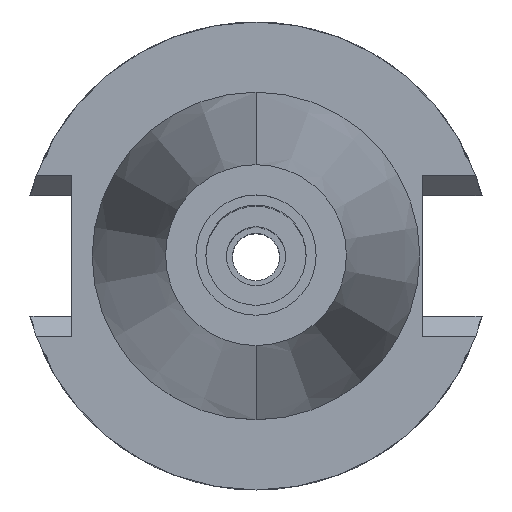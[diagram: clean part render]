
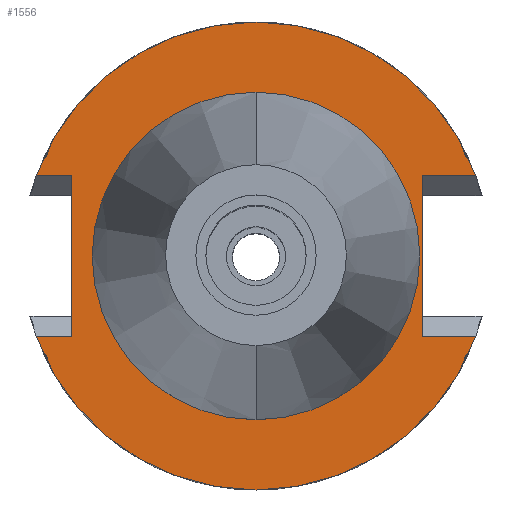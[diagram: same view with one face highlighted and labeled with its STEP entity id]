
A CAD part, top view. The second image highlights one B-rep face of the part: STEP entity #1556.
In plain terms, the highlighted planar face has unit normal (0, 0, 1).
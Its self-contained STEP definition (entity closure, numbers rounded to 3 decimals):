
#84 = VECTOR ( 'NONE', #2635, 1000. ) ;
#164 = FACE_BOUND ( 'NONE', #174, .T. ) ;
#174 = EDGE_LOOP ( 'NONE', ( #3370, #570 ) ) ;
#191 = CARTESIAN_POINT ( 'NONE',  ( 0., 0., -1. ) ) ;
#212 = CARTESIAN_POINT ( 'NONE',  ( -24.98, 10.89, -1. ) ) ;
#296 = VERTEX_POINT ( 'NONE', #2672 ) ;
#307 = LINE ( 'NONE', #2405, #621 ) ;
#318 = EDGE_CURVE ( 'NONE', #884, #2830, #469, .T. ) ;
#350 = CARTESIAN_POINT ( 'NONE',  ( -24.98, -10.89, -1. ) ) ;
#372 = DIRECTION ( 'NONE',  ( 0., -1., 0. ) ) ;
#393 = EDGE_CURVE ( 'NONE', #525, #2660, #856, .T. ) ;
#420 = EDGE_CURVE ( 'NONE', #1194, #1545, #3336, .T. ) ;
#461 = DIRECTION ( 'NONE',  ( 0., 0., 1. ) ) ;
#469 = CIRCLE ( 'NONE', #747, 31.75 ) ;
#517 = ORIENTED_EDGE ( 'NONE', *, *, #318, .F. ) ;
#525 = VERTEX_POINT ( 'NONE', #625 ) ;
#534 = CARTESIAN_POINT ( 'NONE',  ( -29.824, 10.89, -1. ) ) ;
#540 = CARTESIAN_POINT ( 'NONE',  ( 22.57, -10.89, -1. ) ) ;
#557 = ORIENTED_EDGE ( 'NONE', *, *, #393, .F. ) ;
#570 = ORIENTED_EDGE ( 'NONE', *, *, #2087, .F. ) ;
#579 = DIRECTION ( 'NONE',  ( 0., 1., 0. ) ) ;
#595 = CARTESIAN_POINT ( 'NONE',  ( 0., 0., -1. ) ) ;
#621 = VECTOR ( 'NONE', #3186, 1000. ) ;
#625 = CARTESIAN_POINT ( 'NONE',  ( 22.57, 10.89, -1. ) ) ;
#680 = AXIS2_PLACEMENT_3D ( 'NONE', #1677, #2722, #372 ) ;
#683 = VERTEX_POINT ( 'NONE', #2797 ) ;
#703 = EDGE_CURVE ( 'NONE', #2660, #296, #2784, .T. ) ;
#718 = VECTOR ( 'NONE', #3160, 1000. ) ;
#747 = AXIS2_PLACEMENT_3D ( 'NONE', #873, #3205, #2127 ) ;
#785 = CARTESIAN_POINT ( 'NONE',  ( 0., 22.225, -1. ) ) ;
#850 = CIRCLE ( 'NONE', #680, 31.75 ) ;
#856 = LINE ( 'NONE', #1105, #718 ) ;
#873 = CARTESIAN_POINT ( 'NONE',  ( 0., 0., -1. ) ) ;
#876 = ORIENTED_EDGE ( 'NONE', *, *, #3069, .F. ) ;
#884 = VERTEX_POINT ( 'NONE', #534 ) ;
#928 = CARTESIAN_POINT ( 'NONE',  ( 0., 0., -1. ) ) ;
#1075 = ORIENTED_EDGE ( 'NONE', *, *, #1471, .T. ) ;
#1105 = CARTESIAN_POINT ( 'NONE',  ( 22.57, 10.89, -1. ) ) ;
#1112 = ORIENTED_EDGE ( 'NONE', *, *, #1819, .T. ) ;
#1194 = VERTEX_POINT ( 'NONE', #785 ) ;
#1216 = DIRECTION ( 'NONE',  ( -1., 0., 0. ) ) ;
#1223 = VECTOR ( 'NONE', #2041, 1000. ) ;
#1263 = DIRECTION ( 'NONE',  ( -1., 0., 0. ) ) ;
#1379 = ORIENTED_EDGE ( 'NONE', *, *, #2333, .F. ) ;
#1433 = ORIENTED_EDGE ( 'NONE', *, *, #1922, .T. ) ;
#1443 = LINE ( 'NONE', #1952, #84 ) ;
#1471 = EDGE_CURVE ( 'NONE', #2931, #683, #3053, .T. ) ;
#1472 = DIRECTION ( 'NONE',  ( 0., -1., 0. ) ) ;
#1484 = CARTESIAN_POINT ( 'NONE',  ( 0., -22.225, -1. ) ) ;
#1489 = ORIENTED_EDGE ( 'NONE', *, *, #703, .F. ) ;
#1498 = CARTESIAN_POINT ( 'NONE',  ( 22.57, -10.89, -1. ) ) ;
#1515 = DIRECTION ( 'NONE',  ( 0., -1., 0. ) ) ;
#1545 = VERTEX_POINT ( 'NONE', #1484 ) ;
#1556 = ADVANCED_FACE ( 'NONE', ( #3237, #164 ), #2257, .F. ) ;
#1636 = VERTEX_POINT ( 'NONE', #2735 ) ;
#1645 = DIRECTION ( 'NONE',  ( 0., 0., 1. ) ) ;
#1677 = CARTESIAN_POINT ( 'NONE',  ( 0., 0., -1. ) ) ;
#1725 = DIRECTION ( 'NONE',  ( 0., 0., -1. ) ) ;
#1819 = EDGE_CURVE ( 'NONE', #525, #2830, #1443, .T. ) ;
#1875 = AXIS2_PLACEMENT_3D ( 'NONE', #595, #1645, #579 ) ;
#1922 = EDGE_CURVE ( 'NONE', #1636, #2931, #307, .T. ) ;
#1952 = CARTESIAN_POINT ( 'NONE',  ( 22.57, 10.89, -1. ) ) ;
#2041 = DIRECTION ( 'NONE',  ( 1., 0., 0. ) ) ;
#2087 = EDGE_CURVE ( 'NONE', #1545, #1194, #2386, .T. ) ;
#2127 = DIRECTION ( 'NONE',  ( 0., 1., 0. ) ) ;
#2257 = PLANE ( 'NONE',  #2754 ) ;
#2333 = EDGE_CURVE ( 'NONE', #296, #683, #850, .T. ) ;
#2383 = VECTOR ( 'NONE', #1216, 1000. ) ;
#2386 = CIRCLE ( 'NONE', #3188, 22.225 ) ;
#2393 = VECTOR ( 'NONE', #1263, 1000. ) ;
#2405 = CARTESIAN_POINT ( 'NONE',  ( -24.98, 10.89, -1. ) ) ;
#2495 = EDGE_LOOP ( 'NONE', ( #1112, #517, #876, #1433, #1075, #1379, #1489, #557 ) ) ;
#2635 = DIRECTION ( 'NONE',  ( 1., 0., 0. ) ) ;
#2660 = VERTEX_POINT ( 'NONE', #540 ) ;
#2672 = CARTESIAN_POINT ( 'NONE',  ( 29.824, -10.89, -1. ) ) ;
#2722 = DIRECTION ( 'NONE',  ( 0., 0., -1. ) ) ;
#2735 = CARTESIAN_POINT ( 'NONE',  ( -24.98, 10.89, -1. ) ) ;
#2754 = AXIS2_PLACEMENT_3D ( 'NONE', #928, #1725, #1472 ) ;
#2784 = LINE ( 'NONE', #1498, #1223 ) ;
#2797 = CARTESIAN_POINT ( 'NONE',  ( -29.824, -10.89, -1. ) ) ;
#2812 = LINE ( 'NONE', #212, #2393 ) ;
#2830 = VERTEX_POINT ( 'NONE', #3001 ) ;
#2931 = VERTEX_POINT ( 'NONE', #350 ) ;
#3001 = CARTESIAN_POINT ( 'NONE',  ( 29.824, 10.89, -1. ) ) ;
#3053 = LINE ( 'NONE', #3283, #2383 ) ;
#3069 = EDGE_CURVE ( 'NONE', #1636, #884, #2812, .T. ) ;
#3160 = DIRECTION ( 'NONE',  ( 0., -1., 0. ) ) ;
#3186 = DIRECTION ( 'NONE',  ( 0., -1., 0. ) ) ;
#3188 = AXIS2_PLACEMENT_3D ( 'NONE', #191, #461, #1515 ) ;
#3205 = DIRECTION ( 'NONE',  ( 0., 0., -1. ) ) ;
#3237 = FACE_OUTER_BOUND ( 'NONE', #2495, .T. ) ;
#3283 = CARTESIAN_POINT ( 'NONE',  ( -24.98, -10.89, -1. ) ) ;
#3336 = CIRCLE ( 'NONE', #1875, 22.225 ) ;
#3370 = ORIENTED_EDGE ( 'NONE', *, *, #420, .F. ) ;
